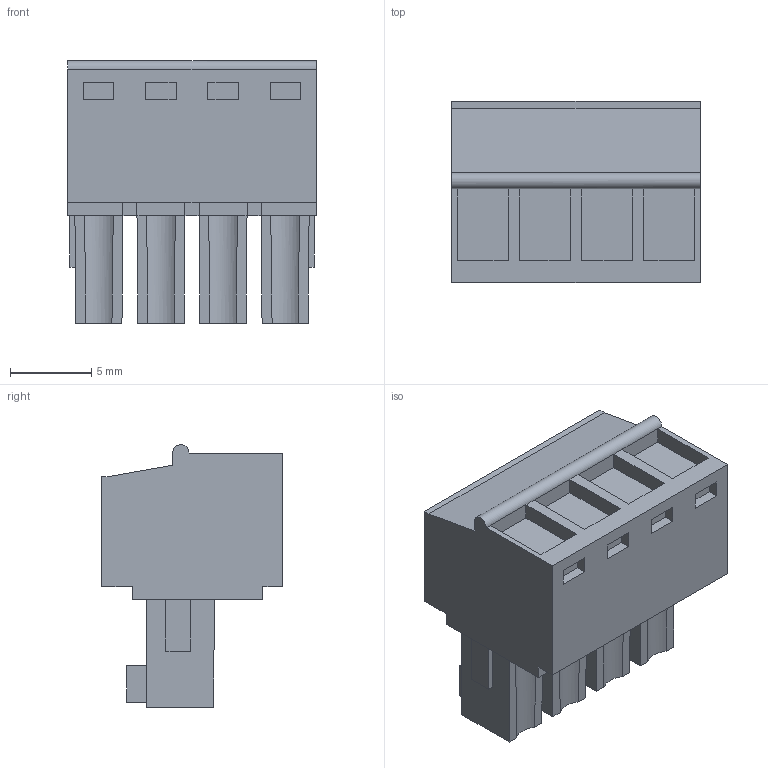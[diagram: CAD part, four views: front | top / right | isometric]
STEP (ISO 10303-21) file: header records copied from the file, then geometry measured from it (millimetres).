
FILE_DESCRIPTION(('CATIA V5 STEP','CAx-IF Rec.Pracs.--- Model Styling and Organization---1.2---2011-12-15'),'2;1');
FILE_NAME ('D1459707_0_1940750000_1940750000.stp','2017-04-14T13:17:35+00:00',('none'),('Weidmueller'),'CATIA Version 5-6 Release 2014','CATIA V5 STEP AP214','none');
FILE_SCHEMA(('AUTOMOTIVE_DESIGN { 1 0 10303 214 1 1 1 1 }'));
Length unit declared in the file: millimetre
Products named in the file (1): 1940750000
Bounding box: 15.24 x 11.1 x 16.1 mm (x, y, z)
Volume: 1567.7 mm3; surface area: 1546.7 mm2
Topology: 5 solids, 5 shells, 210 faces, 529 edges, 349 vertices
Faces by surface type: plane 177, cylinder 33
Entity records: 6018 total; most frequent: CARTESIAN_POINT 1140, ORIENTED_EDGE 1058, DIRECTION 848, EDGE_CURVE 529, VECTOR 439, LINE 439, VERTEX_POINT 349, AXIS2_PLACEMENT_3D 242
